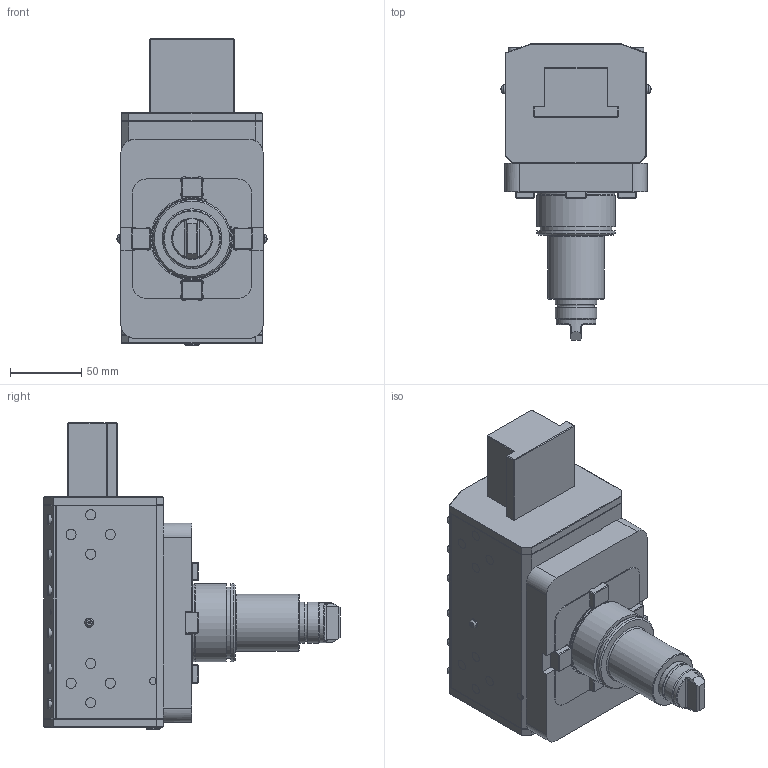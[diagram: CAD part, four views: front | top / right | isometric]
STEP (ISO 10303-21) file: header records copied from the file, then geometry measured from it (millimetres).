
FILE_DESCRIPTION (( 'STEP AP214' ), '1' );
FILE_NAME ('RRPSTRH50131UT55P.STEP', '2026-04-23T06:46:59', ( '' ), ( '' ), 'SwSTEP 2.0', 'SolidWorks 2023', '' );
FILE_SCHEMA (( 'AUTOMOTIVE_DESIGN' ));
Length unit declared in the file: millimetre
Products named in the file (1): RRPSTRH50131UT55P
Bounding box: 105.6 x 208.5 x 215.33 mm (x, y, z)
Volume: 1835023.4 mm3; surface area: 126570.7 mm2
Topology: 1 solids, 1 shells, 815 faces, 2123 edges, 1369 vertices
Faces by surface type: plane 532, cylinder 118, bspline 106, torus 34, cone 21, sphere 4
Full cylindrical faces by diameter (mm): 1.7 x1, 2.1 x1, 6.366 x1, 28 x1, 29 x2, 40 x1, 50.2 x1, 54.6 x1, 55 x2
Entity records: 34719 total; most frequent: CARTESIAN_POINT 11817, ORIENTED_EDGE 4200, DIRECTION 3501, EDGE_CURVE 2100, VECTOR 1433, LINE 1433, VERTEX_POINT 1366, AXIS2_PLACEMENT_3D 1034
